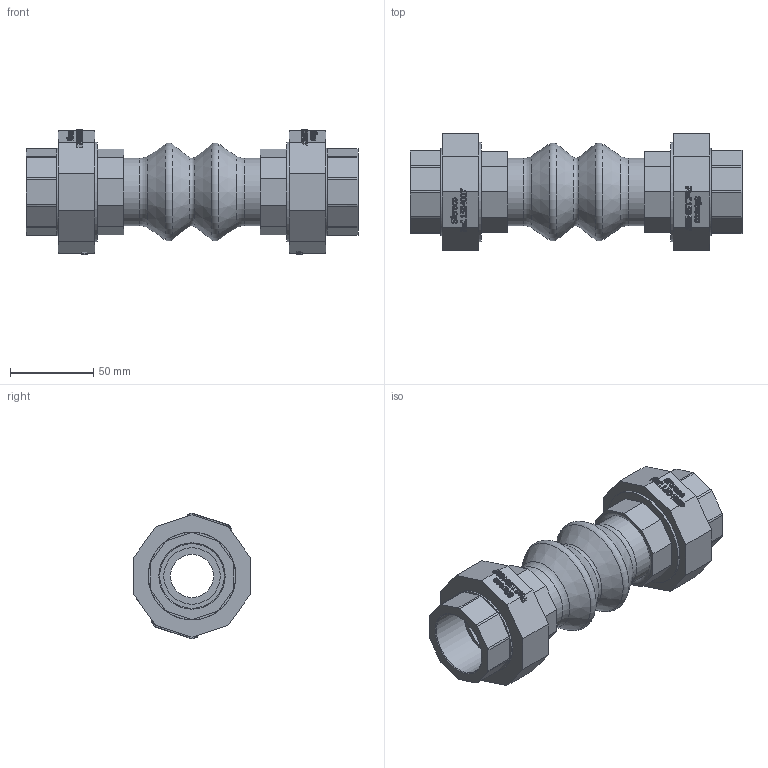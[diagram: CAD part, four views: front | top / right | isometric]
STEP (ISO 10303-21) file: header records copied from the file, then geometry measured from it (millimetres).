
FILE_DESCRIPTION(/* description */ ('1504007'),/* implementation_level */ '2;1');
FILE_NAME(/* name */ '1504007.stp',/* time_stamp */ '2017-12-27T10:36:15+01:00',/* author */ ('jmorand'),/* organization */ ('Sferaco'),/* preprocessor_version */ 'ST-DEVELOPER v16.5',/* originating_system */ 'Autodesk Inventor 2017',/* authorisation */ '');
FILE_SCHEMA (('CONFIG_CONTROL_DESIGN'));
Products named in the file (1): 1504007_bd
Bounding box: 200 x 70 x 75.71 mm (x, y, z)
Volume: 287416.4 mm3; surface area: 94511.3 mm2
Topology: 1 solids, 3 shells, 1265 faces, 3406 edges, 2267 vertices
Faces by surface type: plane 744, bspline 462, cylinder 40, cone 10, torus 9
Full cylindrical faces by diameter (mm): 26 x2, 34 x2, 38.952 x2, 40.5 x2, 41 x2, 52.5 x2, 53 x2, 57 x2, 57.835 x2, 60 x2
Entity records: 48432 total; most frequent: CARTESIAN_POINT 18688, ORIENTED_EDGE 6714, DIRECTION 4126, EDGE_CURVE 3357, LINE 2324, VECTOR 2324, VERTEX_POINT 2257, EDGE_LOOP 1430
